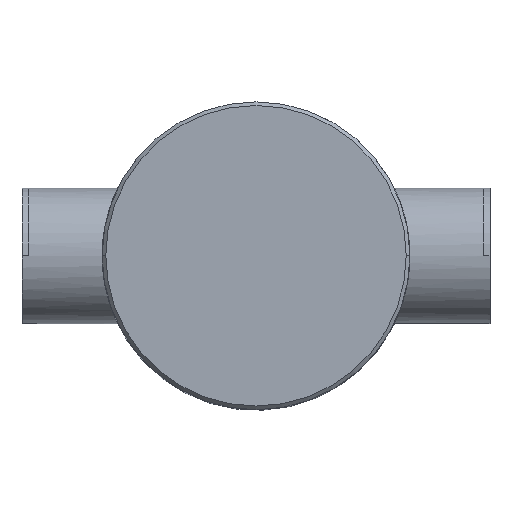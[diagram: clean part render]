
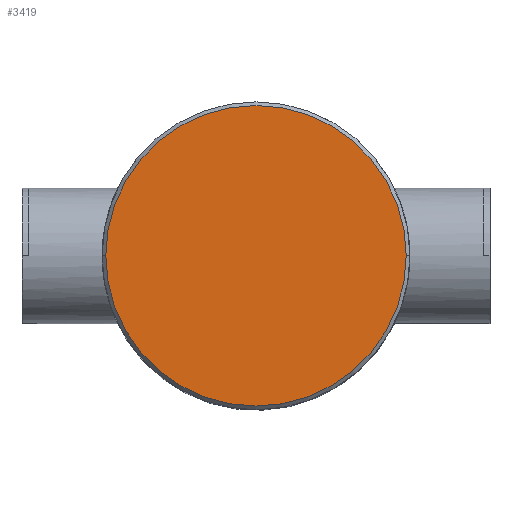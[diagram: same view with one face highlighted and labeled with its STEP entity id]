
A CAD part, top view. The second image highlights one B-rep face of the part: STEP entity #3419.
In plain terms, the highlighted planar face has unit normal (0, 0, 1).
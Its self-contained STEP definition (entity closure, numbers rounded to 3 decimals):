
#1218=CARTESIAN_POINT('',(0.,0.,140.));
#1219=DIRECTION('',(0.,0.,-1.));
#1220=DIRECTION('',(1.,0.,0.));
#1221=AXIS2_PLACEMENT_3D('',#1218,#1219,#1220);
#1223=CARTESIAN_POINT('',(0.,0.,140.));
#1224=DIRECTION('',(0.,0.,-1.));
#1225=DIRECTION('',(0.,-1.,0.));
#1226=AXIS2_PLACEMENT_3D('',#1223,#1224,#1225);
#1228=CARTESIAN_POINT('',(0.,0.,140.));
#1229=DIRECTION('',(0.,0.,-1.));
#1230=DIRECTION('',(-1.,0.,0.));
#1231=AXIS2_PLACEMENT_3D('',#1228,#1229,#1230);
#1233=CARTESIAN_POINT('',(0.,0.,140.));
#1234=DIRECTION('',(0.,0.,-1.));
#1235=DIRECTION('',(0.,1.,0.));
#1236=AXIS2_PLACEMENT_3D('',#1233,#1234,#1235);
#1685=CARTESIAN_POINT('',(122.,0.,140.));
#1686=CARTESIAN_POINT('',(0.,-122.,140.));
#1687=VERTEX_POINT('',#1685);
#1688=VERTEX_POINT('',#1686);
#1689=CARTESIAN_POINT('',(-122.,0.,140.));
#1690=VERTEX_POINT('',#1689);
#1691=CARTESIAN_POINT('',(0.,122.,140.));
#1692=VERTEX_POINT('',#1691);
#3406=CARTESIAN_POINT('',(0.,0.,140.));
#3407=DIRECTION('',(0.,0.,1.));
#3408=DIRECTION('',(1.,0.,0.));
#3409=AXIS2_PLACEMENT_3D('',#3406,#3407,#3408);
#3410=PLANE('',#3409);
#3411=ORIENTED_EDGE('',*,*,#3395,.T.);
#3412=ORIENTED_EDGE('',*,*,#3393,.T.);
#3414=ORIENTED_EDGE('',*,*,#3413,.T.);
#3416=ORIENTED_EDGE('',*,*,#3415,.T.);
#3417=EDGE_LOOP('',(#3411,#3412,#3414,#3416));
#3418=FACE_OUTER_BOUND('',#3417,.F.);
#1222=CIRCLE('',#1221,122.);
#1227=CIRCLE('',#1226,122.);
#1232=CIRCLE('',#1231,122.);
#1237=CIRCLE('',#1236,122.);
#3393=EDGE_CURVE('',#1688,#1690,#1227,.T.);
#3395=EDGE_CURVE('',#1687,#1688,#1222,.T.);
#3413=EDGE_CURVE('',#1690,#1692,#1232,.T.);
#3415=EDGE_CURVE('',#1692,#1687,#1237,.T.);
#3419=ADVANCED_FACE('',(#3418),#3410,.T.);
